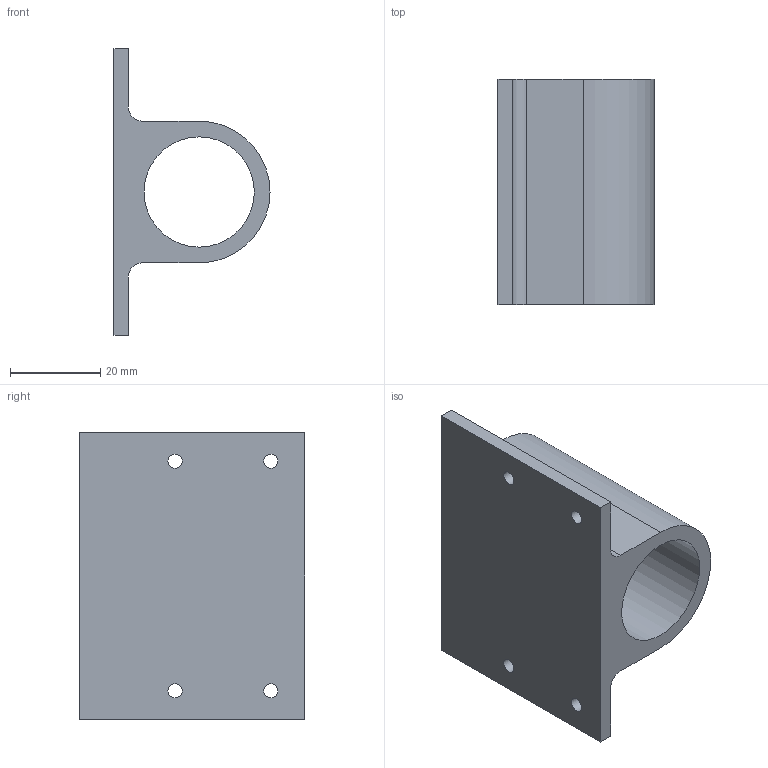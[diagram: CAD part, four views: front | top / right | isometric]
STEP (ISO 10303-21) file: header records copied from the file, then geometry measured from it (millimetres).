
FILE_DESCRIPTION(/* description */ (''),/* implementation_level */ '2;1');
FILE_NAME(/* name */ 'Motor_Mount_3DPrint.stp',/* time_stamp */ '2016-04-13T14:13:46-04:00',/* author */ ('Ethan'),/* organization */ (''),/* preprocessor_version */ 'ST-DEVELOPER v15.6',/* originating_system */ 'Autodesk Inventor 2015',/* authorisation */ '');
FILE_SCHEMA (('AUTOMOTIVE_DESIGN { 1 0 10303 214 3 1 1 }'));
Length unit declared in the file: inch
Products named in the file (1): Motor_Mount_3DPrint
Bounding box: 34.52 x 49.8 x 63.5 mm (x, y, z)
Volume: 30119.5 mm3; surface area: 14105.5 mm2
Topology: 1 solids, 1 shells, 19 faces, 48 edges, 32 vertices
Faces by surface type: plane 10, cylinder 9
Full cylindrical faces by diameter (mm): 3.175 x4, 24.4 x1, 25 x1
Entity records: 596 total; most frequent: DIRECTION 100, CARTESIAN_POINT 94, ORIENTED_EDGE 84, EDGE_CURVE 42, AXIS2_PLACEMENT_3D 38, EDGE_LOOP 36, VERTEX_POINT 32, LINE 24
